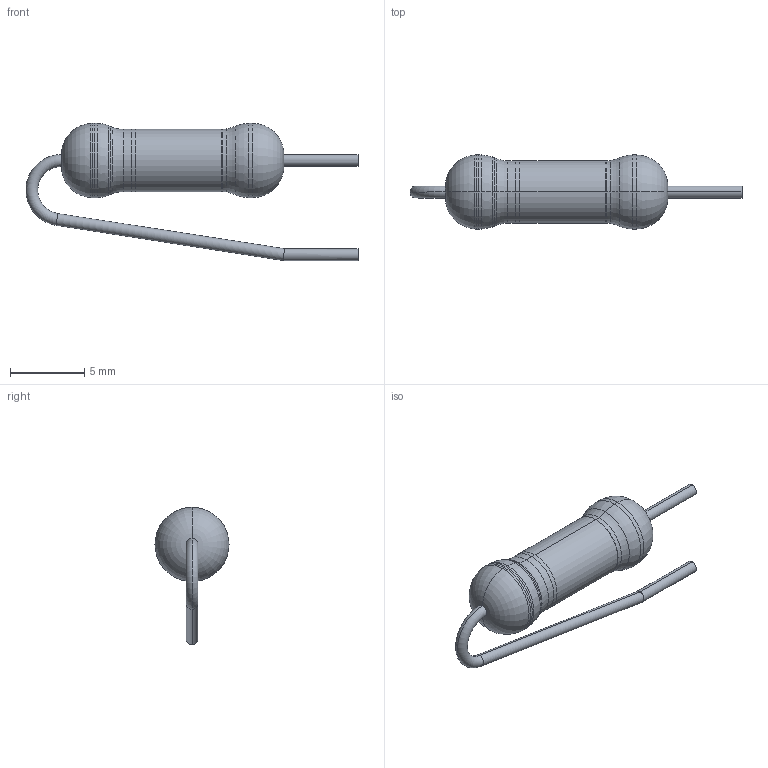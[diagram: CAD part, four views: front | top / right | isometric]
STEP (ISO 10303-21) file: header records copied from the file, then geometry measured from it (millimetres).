
FILE_DESCRIPTION (( 'STEP AP214' ), '1' );
FILE_NAME ('RES2W_OR_3W_250MIL_MODEL.STEP', '2016-08-09T02:22:50', ( 'NgocHoang' ), ( '' ), 'SwSTEP 2.0', 'SolidWorks 2010', '' );
FILE_SCHEMA (( 'AUTOMOTIVE_DESIGN' ));
Length unit declared in the file: millimetre
Products named in the file (3): RES2W_L15MxD5M_BODY; RES2W_6M35_PIN; RES2W_OR_3W_250MIL_MODEL
Assembly tree (2 placements, depth 2):
  RES2W_OR_3W_250MIL_MODEL
    RES2W_6M35_PIN
    RES2W_L15MxD5M_BODY
Bounding box: 22.39 x 5 x 9.25 mm (x, y, z)
Volume: 237.4 mm3; surface area: 377.7 mm2
Topology: 2 solids, 2 shells, 46 faces, 90 edges, 46 vertices
Faces by surface type: torus 24, cylinder 20, plane 2
Entity records: 1632 total; most frequent: DIRECTION 258, CARTESIAN_POINT 193, ORIENTED_EDGE 180, AXIS2_PLACEMENT_3D 119, EDGE_CURVE 90, CIRCLE 68, FACE_OUTER_BOUND 46, ADVANCED_FACE 46
